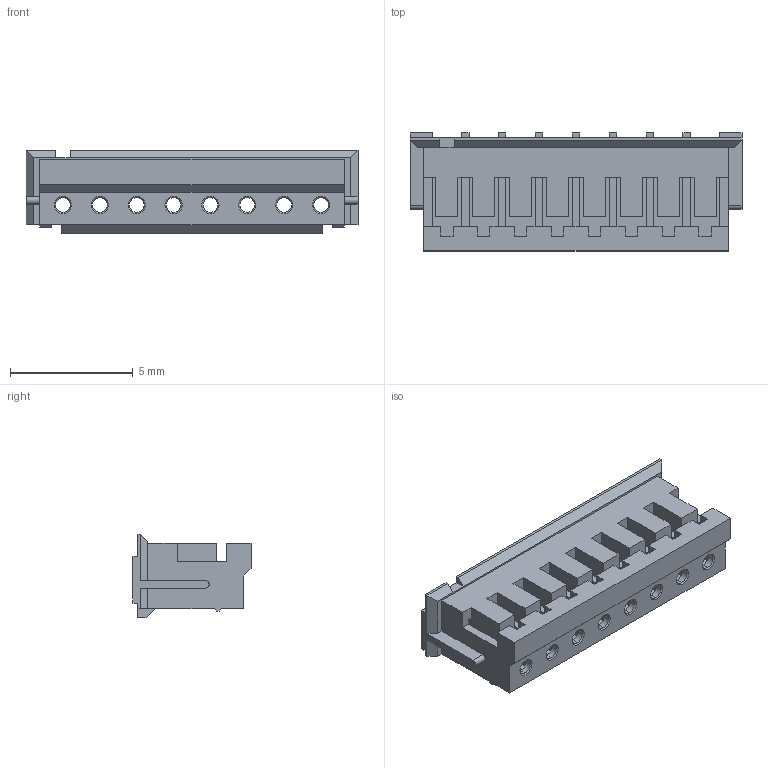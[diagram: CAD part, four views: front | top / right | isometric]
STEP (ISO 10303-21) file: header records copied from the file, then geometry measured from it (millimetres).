
FILE_DESCRIPTION (( 'STEP AP214' ), '1' );
FILE_NAME ('FHG15001-S08M2W1B-REF.STEP', '2025-12-09T06:51:10', ( '' ), ( '' ), 'SwSTEP 2.0', 'SolidWorks 2021', '' );
FILE_SCHEMA (( 'AUTOMOTIVE_DESIGN' ));
Length unit declared in the file: millimetre
Products named in the file (1): FHG15001-S08M2W1B-REF
Bounding box: 13.5 x 4.8 x 3.4 mm (x, y, z)
Volume: 70.5 mm3; surface area: 451.5 mm2
Topology: 1 solids, 1 shells, 282 faces, 834 edges, 538 vertices
Faces by surface type: plane 240, cone 24, cylinder 18
Entity records: 9320 total; most frequent: ORIENTED_EDGE 1668, CARTESIAN_POINT 1655, DIRECTION 1476, EDGE_CURVE 834, VECTOR 758, LINE 758, VERTEX_POINT 538, AXIS2_PLACEMENT_3D 359
